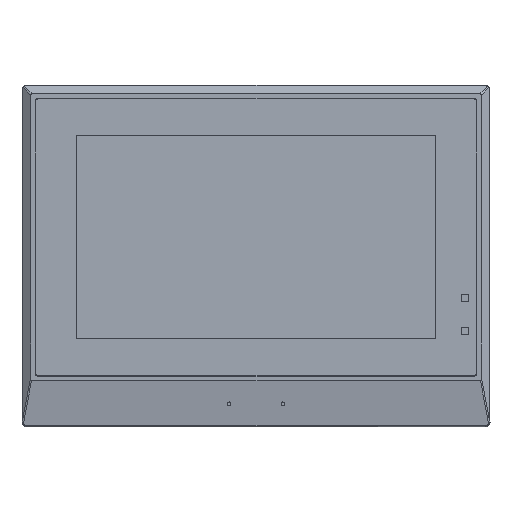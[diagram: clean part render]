
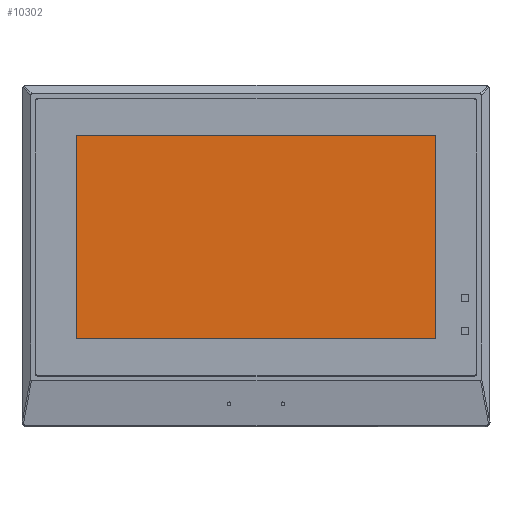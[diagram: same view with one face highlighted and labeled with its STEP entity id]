
A CAD part, top view. The second image highlights one B-rep face of the part: STEP entity #10302.
In plain terms, the highlighted planar face has unit normal (0, 0, 1).
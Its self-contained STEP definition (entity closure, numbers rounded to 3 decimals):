
#3306 = VERTEX_POINT ( 'NONE', #19559 ) ;
#7222 = CARTESIAN_POINT ( 'NONE',  ( 76.8, 43.32, -0.3 ) ) ;
#7398 = VECTOR ( 'NONE', #25204, 1000. ) ;
#7930 = CARTESIAN_POINT ( 'NONE',  ( 0., 0., -0.3 ) ) ;
#8272 = FACE_OUTER_BOUND ( 'NONE', #19842, .T. ) ;
#8755 = EDGE_CURVE ( 'NONE', #18137, #17129, #29161, .T. ) ;
#9168 = ORIENTED_EDGE ( 'NONE', *, *, #8755, .T. ) ;
#10302 = ADVANCED_FACE ( 'NONE', ( #8272 ), #30955, .T. ) ;
#10478 = DIRECTION ( 'NONE',  ( 1., 0., 0. ) ) ;
#10636 = EDGE_CURVE ( 'NONE', #23996, #18137, #27136, .T. ) ;
#13667 = CARTESIAN_POINT ( 'NONE',  ( -76.8, -43.32, -0.3 ) ) ;
#15460 = VECTOR ( 'NONE', #15723, 1000. ) ;
#15693 = CARTESIAN_POINT ( 'NONE',  ( -76.8, 43.32, -0.3 ) ) ;
#15723 = DIRECTION ( 'NONE',  ( 0., -1., 0. ) ) ;
#15832 = LINE ( 'NONE', #26018, #28758 ) ;
#16569 = CARTESIAN_POINT ( 'NONE',  ( 76.8, 43.32, -0.3 ) ) ;
#17129 = VERTEX_POINT ( 'NONE', #28641 ) ;
#18137 = VERTEX_POINT ( 'NONE', #21397 ) ;
#18712 = ORIENTED_EDGE ( 'NONE', *, *, #29294, .T. ) ;
#18825 = DIRECTION ( 'NONE',  ( 1., 0., 0. ) ) ;
#19559 = CARTESIAN_POINT ( 'NONE',  ( 76.8, -43.32, -0.3 ) ) ;
#19842 = EDGE_LOOP ( 'NONE', ( #9168, #24108, #18712, #24187 ) ) ;
#20868 = DIRECTION ( 'NONE',  ( 0., 1., 0. ) ) ;
#21397 = CARTESIAN_POINT ( 'NONE',  ( -76.8, 43.32, -0.3 ) ) ;
#23996 = VERTEX_POINT ( 'NONE', #16569 ) ;
#24108 = ORIENTED_EDGE ( 'NONE', *, *, #31397, .T. ) ;
#24187 = ORIENTED_EDGE ( 'NONE', *, *, #10636, .T. ) ;
#25204 = DIRECTION ( 'NONE',  ( -1., 0., 0. ) ) ;
#25893 = DIRECTION ( 'NONE',  ( 0., 0., 1. ) ) ;
#26018 = CARTESIAN_POINT ( 'NONE',  ( 76.8, -43.32, -0.3 ) ) ;
#27136 = LINE ( 'NONE', #7222, #7398 ) ;
#28641 = CARTESIAN_POINT ( 'NONE',  ( -76.8, -43.32, -0.3 ) ) ;
#28758 = VECTOR ( 'NONE', #20868, 1000. ) ;
#29161 = LINE ( 'NONE', #15693, #15460 ) ;
#29294 = EDGE_CURVE ( 'NONE', #3306, #23996, #15832, .T. ) ;
#30955 = PLANE ( 'NONE',  #31525 ) ;
#31397 = EDGE_CURVE ( 'NONE', #17129, #3306, #32382, .T. ) ;
#31525 = AXIS2_PLACEMENT_3D ( 'NONE', #7930, #25893, #10478 ) ;
#31561 = VECTOR ( 'NONE', #18825, 1000. ) ;
#32382 = LINE ( 'NONE', #13667, #31561 ) ;
